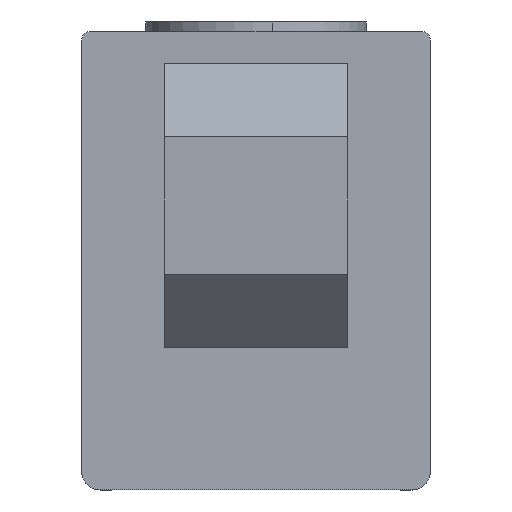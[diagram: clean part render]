
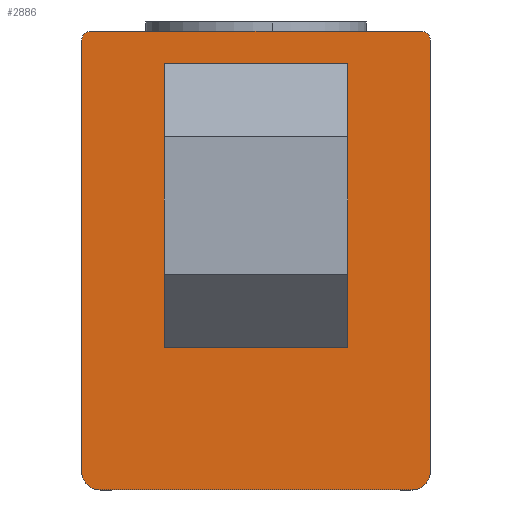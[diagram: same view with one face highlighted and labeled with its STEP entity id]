
A CAD part, front view. The second image highlights one B-rep face of the part: STEP entity #2886.
In plain terms, the highlighted planar face has unit normal (0, -1, 0).
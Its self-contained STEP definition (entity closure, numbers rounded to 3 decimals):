
#52 = CIRCLE ( 'NONE', #2368, 5. ) ;
#89 = DIRECTION ( 'NONE',  ( 0., -1., 0. ) ) ;
#97 = ORIENTED_EDGE ( 'NONE', *, *, #123, .F. ) ;
#123 = EDGE_CURVE ( 'NONE', #2112, #1602, #1223, .T. ) ;
#145 = PLANE ( 'NONE',  #4084 ) ;
#159 = VERTEX_POINT ( 'NONE', #3645 ) ;
#194 = CARTESIAN_POINT ( 'NONE',  ( 18., 0., -25. ) ) ;
#238 = CARTESIAN_POINT ( 'NONE',  ( 0., 0., 0. ) ) ;
#255 = CIRCLE ( 'NONE', #4001, 1. ) ;
#313 = DIRECTION ( 'NONE',  ( 0., -1., 0. ) ) ;
#406 = EDGE_CURVE ( 'NONE', #2667, #3731, #3065, .T. ) ;
#416 = CIRCLE ( 'NONE', #2991, 0.5 ) ;
#419 = VERTEX_POINT ( 'NONE', #3981 ) ;
#526 = CIRCLE ( 'NONE', #2848, 1. ) ;
#536 = CARTESIAN_POINT ( 'NONE',  ( 1., 0., -25. ) ) ;
#572 = DIRECTION ( 'NONE',  ( 0., -1., 0. ) ) ;
#580 = ORIENTED_EDGE ( 'NONE', *, *, #1941, .T. ) ;
#673 = FACE_OUTER_BOUND ( 'NONE', #3573, .T. ) ;
#750 = CARTESIAN_POINT ( 'NONE',  ( 4.5, 0., -9.5 ) ) ;
#756 = DIRECTION ( 'NONE',  ( 0., -1., 0. ) ) ;
#764 = ORIENTED_EDGE ( 'NONE', *, *, #4285, .F. ) ;
#903 = ORIENTED_EDGE ( 'NONE', *, *, #1333, .F. ) ;
#940 = VERTEX_POINT ( 'NONE', #536 ) ;
#968 = ORIENTED_EDGE ( 'NONE', *, *, #2707, .T. ) ;
#1033 = CARTESIAN_POINT ( 'NONE',  ( 9.5, 0., -14.5 ) ) ;
#1037 = VERTEX_POINT ( 'NONE', #1981 ) ;
#1167 = CARTESIAN_POINT ( 'NONE',  ( 14.5, 0., -4.5 ) ) ;
#1208 = DIRECTION ( 'NONE',  ( 0., 0., -1. ) ) ;
#1223 = LINE ( 'NONE', #1167, #2923 ) ;
#1270 = CARTESIAN_POINT ( 'NONE',  ( 0., 0., -25. ) ) ;
#1301 = VERTEX_POINT ( 'NONE', #1813 ) ;
#1333 = EDGE_CURVE ( 'NONE', #1301, #159, #2369, .T. ) ;
#1346 = CARTESIAN_POINT ( 'NONE',  ( 18.5, 0., 0. ) ) ;
#1348 = ORIENTED_EDGE ( 'NONE', *, *, #1413, .T. ) ;
#1413 = EDGE_CURVE ( 'NONE', #1037, #2667, #2851, .T. ) ;
#1433 = LINE ( 'NONE', #1270, #2228 ) ;
#1602 = VERTEX_POINT ( 'NONE', #2715 ) ;
#1622 = ORIENTED_EDGE ( 'NONE', *, *, #4157, .F. ) ;
#1772 = CARTESIAN_POINT ( 'NONE',  ( 1., 0., -24. ) ) ;
#1806 = EDGE_CURVE ( 'NONE', #3984, #1301, #2754, .T. ) ;
#1813 = CARTESIAN_POINT ( 'NONE',  ( 4.5, 0., -9.5 ) ) ;
#1879 = CARTESIAN_POINT ( 'NONE',  ( 18., 0., -24. ) ) ;
#1941 = EDGE_CURVE ( 'NONE', #2823, #1037, #526, .T. ) ;
#1942 = VECTOR ( 'NONE', #4070, 1000. ) ;
#1943 = ORIENTED_EDGE ( 'NONE', *, *, #2444, .F. ) ;
#1981 = CARTESIAN_POINT ( 'NONE',  ( 19., 0., -24. ) ) ;
#2026 = VECTOR ( 'NONE', #3619, 1000. ) ;
#2035 = CARTESIAN_POINT ( 'NONE',  ( 9.5, 0., -14.5 ) ) ;
#2112 = VERTEX_POINT ( 'NONE', #2295 ) ;
#2138 = CARTESIAN_POINT ( 'NONE',  ( 9.5, 0., -9.5 ) ) ;
#2149 = DIRECTION ( 'NONE',  ( -1., 0., 0. ) ) ;
#2167 = LINE ( 'NONE', #2480, #2963 ) ;
#2191 = DIRECTION ( 'NONE',  ( 0., -1., 0. ) ) ;
#2221 = DIRECTION ( 'NONE',  ( 0., 0., -1. ) ) ;
#2228 = VECTOR ( 'NONE', #3297, 1000. ) ;
#2234 = ORIENTED_EDGE ( 'NONE', *, *, #3243, .T. ) ;
#2295 = CARTESIAN_POINT ( 'NONE',  ( 14.5, 0., -9.5 ) ) ;
#2349 = DIRECTION ( 'NONE',  ( 0., 0., -1. ) ) ;
#2368 = AXIS2_PLACEMENT_3D ( 'NONE', #2686, #313, #2349 ) ;
#2369 = LINE ( 'NONE', #750, #4079 ) ;
#2378 = CARTESIAN_POINT ( 'NONE',  ( 19., 0., -25. ) ) ;
#2419 = VERTEX_POINT ( 'NONE', #2035 ) ;
#2444 = EDGE_CURVE ( 'NONE', #159, #2419, #4039, .T. ) ;
#2464 = DIRECTION ( 'NONE',  ( 0., 0., -1. ) ) ;
#2480 = CARTESIAN_POINT ( 'NONE',  ( 14.5, 0., -4.5 ) ) ;
#2516 = CARTESIAN_POINT ( 'NONE',  ( 0., 0., -0.5 ) ) ;
#2604 = DIRECTION ( 'NONE',  ( 0., 0., -1. ) ) ;
#2629 = VERTEX_POINT ( 'NONE', #4024 ) ;
#2667 = VERTEX_POINT ( 'NONE', #4038 ) ;
#2686 = CARTESIAN_POINT ( 'NONE',  ( 9.5, 0., -9.5 ) ) ;
#2707 = EDGE_CURVE ( 'NONE', #940, #2823, #1433, .T. ) ;
#2715 = CARTESIAN_POINT ( 'NONE',  ( 14.5, 0., -4.5 ) ) ;
#2754 = CIRCLE ( 'NONE', #3838, 5. ) ;
#2781 = ORIENTED_EDGE ( 'NONE', *, *, #2968, .F. ) ;
#2798 = DIRECTION ( 'NONE',  ( 0., 0., -1. ) ) ;
#2823 = VERTEX_POINT ( 'NONE', #194 ) ;
#2848 = AXIS2_PLACEMENT_3D ( 'NONE', #1879, #4260, #2221 ) ;
#2851 = LINE ( 'NONE', #2378, #1942 ) ;
#2886 = ADVANCED_FACE ( 'NONE', ( #673, #3276 ), #145, .T. ) ;
#2892 = VERTEX_POINT ( 'NONE', #2516 ) ;
#2923 = VECTOR ( 'NONE', #3534, 1000. ) ;
#2950 = CARTESIAN_POINT ( 'NONE',  ( 18.5, 0., -0.5 ) ) ;
#2963 = VECTOR ( 'NONE', #2149, 1000. ) ;
#2968 = EDGE_CURVE ( 'NONE', #1602, #3984, #2167, .T. ) ;
#2991 = AXIS2_PLACEMENT_3D ( 'NONE', #4258, #3572, #1208 ) ;
#3061 = AXIS2_PLACEMENT_3D ( 'NONE', #2950, #572, #2604 ) ;
#3064 = DIRECTION ( 'NONE',  ( 1., 0., 0. ) ) ;
#3065 = CIRCLE ( 'NONE', #3061, 0.5 ) ;
#3084 = VECTOR ( 'NONE', #3753, 1000. ) ;
#3136 = CARTESIAN_POINT ( 'NONE',  ( 9.5, 0., -4.5 ) ) ;
#3206 = CARTESIAN_POINT ( 'NONE',  ( 0., 0., -25. ) ) ;
#3243 = EDGE_CURVE ( 'NONE', #2629, #940, #255, .T. ) ;
#3276 = FACE_BOUND ( 'NONE', #3426, .T. ) ;
#3297 = DIRECTION ( 'NONE',  ( 1., 0., 0. ) ) ;
#3426 = EDGE_LOOP ( 'NONE', ( #2781, #97, #1622, #1943, #903, #4120 ) ) ;
#3497 = EDGE_CURVE ( 'NONE', #419, #2892, #416, .T. ) ;
#3534 = DIRECTION ( 'NONE',  ( 0., 0., 1. ) ) ;
#3572 = DIRECTION ( 'NONE',  ( 0., -1., 0. ) ) ;
#3573 = EDGE_LOOP ( 'NONE', ( #4012, #2234, #968, #580, #1348, #4068, #764, #4320 ) ) ;
#3619 = DIRECTION ( 'NONE',  ( 1., 0., 0. ) ) ;
#3645 = CARTESIAN_POINT ( 'NONE',  ( 4.5, 0., -14.5 ) ) ;
#3731 = VERTEX_POINT ( 'NONE', #1346 ) ;
#3753 = DIRECTION ( 'NONE',  ( 0., 0., 1. ) ) ;
#3828 = LINE ( 'NONE', #238, #2026 ) ;
#3838 = AXIS2_PLACEMENT_3D ( 'NONE', #2138, #89, #2464 ) ;
#3981 = CARTESIAN_POINT ( 'NONE',  ( 0.5, 0., 0. ) ) ;
#3984 = VERTEX_POINT ( 'NONE', #3136 ) ;
#4000 = LINE ( 'NONE', #4110, #3084 ) ;
#4001 = AXIS2_PLACEMENT_3D ( 'NONE', #1772, #756, #2798 ) ;
#4012 = ORIENTED_EDGE ( 'NONE', *, *, #4027, .F. ) ;
#4024 = CARTESIAN_POINT ( 'NONE',  ( 0., 0., -24. ) ) ;
#4027 = EDGE_CURVE ( 'NONE', #2629, #2892, #4000, .T. ) ;
#4038 = CARTESIAN_POINT ( 'NONE',  ( 19., 0., -0.5 ) ) ;
#4039 = LINE ( 'NONE', #1033, #4150 ) ;
#4068 = ORIENTED_EDGE ( 'NONE', *, *, #406, .T. ) ;
#4070 = DIRECTION ( 'NONE',  ( 0., 0., 1. ) ) ;
#4079 = VECTOR ( 'NONE', #4147, 1000. ) ;
#4084 = AXIS2_PLACEMENT_3D ( 'NONE', #3206, #2191, #4232 ) ;
#4110 = CARTESIAN_POINT ( 'NONE',  ( 0., 0., -25. ) ) ;
#4120 = ORIENTED_EDGE ( 'NONE', *, *, #1806, .F. ) ;
#4147 = DIRECTION ( 'NONE',  ( 0., 0., -1. ) ) ;
#4150 = VECTOR ( 'NONE', #3064, 1000. ) ;
#4157 = EDGE_CURVE ( 'NONE', #2419, #2112, #52, .T. ) ;
#4232 = DIRECTION ( 'NONE',  ( 0., 0., -1. ) ) ;
#4258 = CARTESIAN_POINT ( 'NONE',  ( 0.5, 0., -0.5 ) ) ;
#4260 = DIRECTION ( 'NONE',  ( 0., -1., 0. ) ) ;
#4285 = EDGE_CURVE ( 'NONE', #419, #3731, #3828, .T. ) ;
#4320 = ORIENTED_EDGE ( 'NONE', *, *, #3497, .T. ) ;
